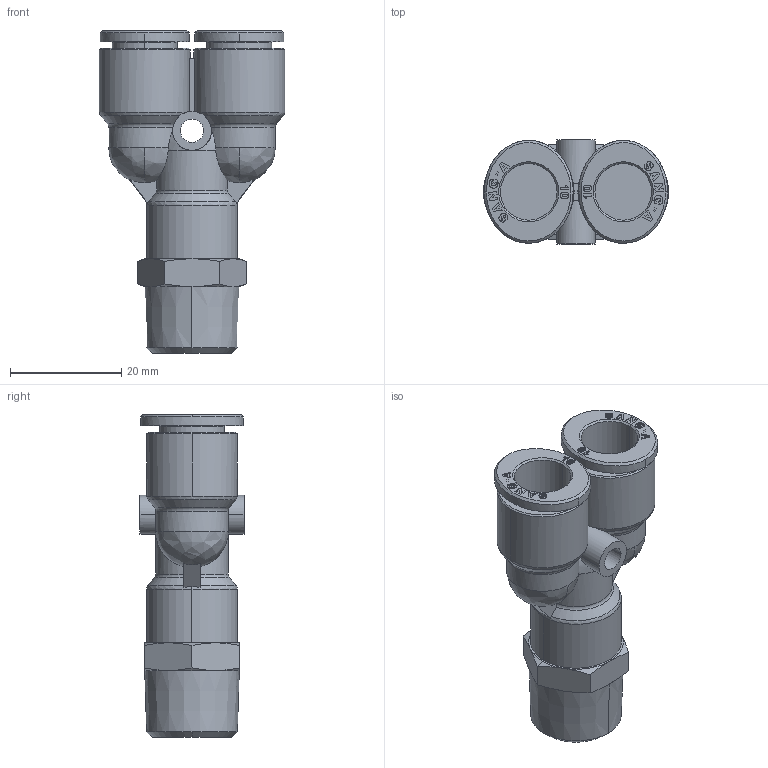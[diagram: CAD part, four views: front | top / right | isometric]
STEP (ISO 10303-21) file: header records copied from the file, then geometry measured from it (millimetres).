
FILE_DESCRIPTION (( 'STEP AP214' ), '1' );
FILE_NAME ('PWT10-03.stp', '2015-10-07T08:04:56', ( '' ), ( '' ), 'SwSTEP 2.0', 'SolidWorks 2015', '' );
FILE_SCHEMA (( 'AUTOMOTIVE_DESIGN' ));
Length unit declared in the file: millimetre
Products named in the file (2): PWT10-03; ｦ+ﾃｦ1_1
Assembly tree (1 placements, depth 2):
  PWT10-03
    ｦ+ﾃｦ1_1
Bounding box: 33.3 x 18.7 x 58 mm (x, y, z)
Volume: 11843.5 mm3; surface area: 7449.2 mm2
Topology: 1 solids, 1 shells, 890 faces, 2541 edges, 1683 vertices
Faces by surface type: plane 784, cone 38, bspline 33, cylinder 29, torus 6
Entity records: 31401 total; most frequent: CARTESIAN_POINT 7347, ORIENTED_EDGE 5082, DIRECTION 4257, EDGE_CURVE 2541, VECTOR 2279, LINE 2279, VERTEX_POINT 1683, AXIS2_PLACEMENT_3D 989
